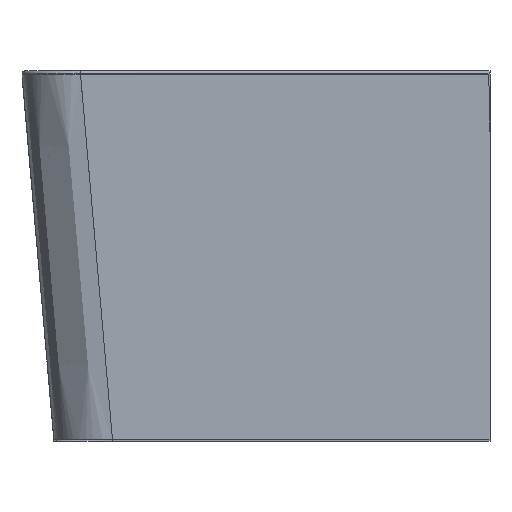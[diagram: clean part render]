
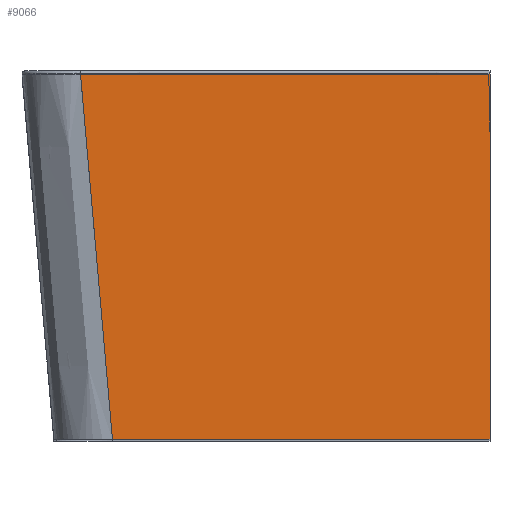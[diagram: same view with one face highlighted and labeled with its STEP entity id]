
A CAD part, top view. The second image highlights one B-rep face of the part: STEP entity #9066.
In plain terms, the highlighted free-form (B-spline) face has degree [5, 5] with [6, 8] control points.
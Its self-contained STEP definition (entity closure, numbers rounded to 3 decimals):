
#2875=CARTESIAN_POINT('',(-299.475,-6.,900.));
#2888=CARTESIAN_POINT('',(-244.882,-630.,900.));
#2900=DIRECTION('',(-1.,0.,0.));
#2901=VECTOR('',#2900,699.475);
#2902=CARTESIAN_POINT('',(400.,-6.,900.));
#2903=LINE('',#2902,#2901);
#2904=DIRECTION('',(0.,-1.,0.));
#2905=VECTOR('',#2904,624.);
#2906=CARTESIAN_POINT('',(400.,-6.,900.));
#2907=LINE('',#2906,#2905);
#2908=DIRECTION('',(-1.,0.,0.));
#2909=VECTOR('',#2908,644.882);
#2910=CARTESIAN_POINT('',(400.,-630.,900.));
#2911=LINE('',#2910,#2909);
#2912=DIRECTION('',(0.087,-0.996,0.));
#2913=VECTOR('',#2912,626.384);
#2914=CARTESIAN_POINT('',(-299.475,-6.,900.));
#2915=LINE('',#2914,#2913);
#5762=VERTEX_POINT('',#2888);
#5778=VERTEX_POINT('',#2875);
#5780=CARTESIAN_POINT('',(400.,-6.,900.));
#5781=VERTEX_POINT('',#5780);
#6048=CARTESIAN_POINT('',(400.,-630.,900.));
#6049=VERTEX_POINT('',#6048);
#9008=CARTESIAN_POINT('',(406.02,-636.24,900.));
#9009=CARTESIAN_POINT('',(287.238,-636.24,900.));
#9010=CARTESIAN_POINT('',(160.209,-636.24,900.));
#9011=CARTESIAN_POINT('',(29.162,-636.24,900.));
#9012=CARTESIAN_POINT('',(-104.02,-636.24,900.));
#9013=CARTESIAN_POINT('',(-240.054,-636.24,900.));
#9014=CARTESIAN_POINT('',(-248.678,-636.24,900.));
#9015=CARTESIAN_POINT('',(-250.789,-636.24,900.));
#9016=CARTESIAN_POINT('',(406.216,-508.944,900.));
#9017=CARTESIAN_POINT('',(283.548,-508.944,900.));
#9018=CARTESIAN_POINT('',(153.327,-508.944,900.));
#9019=CARTESIAN_POINT('',(19.896,-508.944,900.));
#9020=CARTESIAN_POINT('',(-114.774,-508.944,900.));
#9021=CARTESIAN_POINT('',(-251.182,-508.944,900.));
#9022=CARTESIAN_POINT('',(-259.825,-508.944,900.));
#9023=CARTESIAN_POINT('',(-261.941,-508.944,900.));
#9024=CARTESIAN_POINT('',(406.412,-381.648,900.));
#9025=CARTESIAN_POINT('',(279.859,-381.648,900.));
#9026=CARTESIAN_POINT('',(146.445,-381.648,900.));
#9027=CARTESIAN_POINT('',(10.63,-381.648,900.));
#9028=CARTESIAN_POINT('',(-125.528,-381.648,900.));
#9029=CARTESIAN_POINT('',(-262.31,-381.648,900.));
#9030=CARTESIAN_POINT('',(-270.972,-381.648,900.));
#9031=CARTESIAN_POINT('',(-273.092,-381.648,900.));
#9032=CARTESIAN_POINT('',(406.608,-254.352,900.));
#9033=CARTESIAN_POINT('',(276.169,-254.352,900.));
#9034=CARTESIAN_POINT('',(139.564,-254.352,900.));
#9035=CARTESIAN_POINT('',(1.363,-254.352,900.));
#9036=CARTESIAN_POINT('',(-136.282,-254.352,900.));
#9037=CARTESIAN_POINT('',(-273.438,-254.352,900.));
#9038=CARTESIAN_POINT('',(-282.119,-254.352,900.));
#9039=CARTESIAN_POINT('',(-284.244,-254.352,900.));
#9040=CARTESIAN_POINT('',(406.804,-127.056,900.));
#9041=CARTESIAN_POINT('',(272.479,-127.056,900.));
#9042=CARTESIAN_POINT('',(132.682,-127.056,900.));
#9043=CARTESIAN_POINT('',(-7.903,-127.056,
900.));
#9044=CARTESIAN_POINT('',(-147.036,-127.056,900.));
#9045=CARTESIAN_POINT('',(-284.566,-127.056,900.));
#9046=CARTESIAN_POINT('',(-293.266,-127.056,900.));
#9047=CARTESIAN_POINT('',(-295.395,-127.056,900.));
#9048=CARTESIAN_POINT('',(407.,0.24,900.));
#9049=CARTESIAN_POINT('',(268.79,0.24,900.));
#9050=CARTESIAN_POINT('',(125.8,0.24,900.));
#9051=CARTESIAN_POINT('',(-17.17,0.24,
900.));
#9052=CARTESIAN_POINT('',(-157.79,0.24,900.));
#9053=CARTESIAN_POINT('',(-295.694,0.24,900.));
#9054=CARTESIAN_POINT('',(-304.413,0.24,900.));
#9055=CARTESIAN_POINT('',(-306.547,0.24,900.));
#9056=B_SPLINE_SURFACE_WITH_KNOTS('',5,5,((#9008,#9009,#9010,#9011,#9012,#9013,
#9014,#9015),(#9016,#9017,#9018,#9019,#9020,#9021,#9022,#9023),(#9024,#9025,
#9026,#9027,#9028,#9029,#9030,#9031),(#9032,#9033,#9034,#9035,#9036,#9037,#9038,
#9039),(#9040,#9041,#9042,#9043,#9044,#9045,#9046,#9047),(#9048,#9049,#9050,
#9051,#9052,#9053,#9054,#9055)),.UNSPECIFIED.,.F.,.F.,.F.,(6,6),(6,1,1,6),(
-0.01,1.),(-0.002,0.195,
0.205,0.208),.UNSPECIFIED.);
#9058=ORIENTED_EDGE('',*,*,#9057,.F.);
#9060=ORIENTED_EDGE('',*,*,#9059,.T.);
#9062=ORIENTED_EDGE('',*,*,#9061,.T.);
#9063=ORIENTED_EDGE('',*,*,#9000,.F.);
#9064=EDGE_LOOP('',(#9058,#9060,#9062,#9063));
#9065=FACE_OUTER_BOUND('',#9064,.F.);
#9000=EDGE_CURVE('',#5778,#5762,#2915,.T.);
#9057=EDGE_CURVE('',#5781,#5778,#2903,.T.);
#9059=EDGE_CURVE('',#5781,#6049,#2907,.T.);
#9061=EDGE_CURVE('',#6049,#5762,#2911,.T.);
#9066=ADVANCED_FACE('',(#9065),#9056,.T.);
